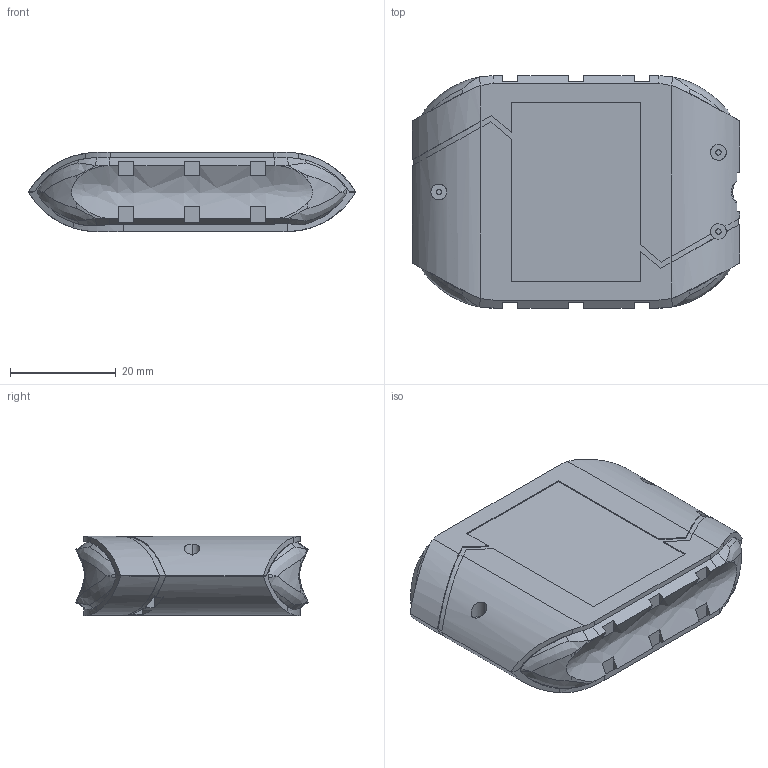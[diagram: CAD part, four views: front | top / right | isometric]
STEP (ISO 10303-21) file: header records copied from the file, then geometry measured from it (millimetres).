
FILE_DESCRIPTION (( 'STEP AP214' ), '1' );
FILE_NAME ('AK-H-80.STEP', '2022-03-23T12:33:33', ( '' ), ( '' ), 'SwSTEP 2.0', 'SolidWorks 2011', '' );
FILE_SCHEMA (( 'AUTOMOTIVE_DESIGN' ));
Length unit declared in the file: millimetre
Products named in the file (4): AK-H-80奻裔0323; AK-H-80腑紩0323; AK-H-80菁褲0323; AK-H-80
Assembly tree (3 placements, depth 2):
  AK-H-80
    AK-H-80奻裔0323
    AK-H-80菁褲0323
    AK-H-80腑紩0323
Bounding box: 62 x 44 x 15 mm (x, y, z)
Volume: 9953.4 mm3; surface area: 15350.7 mm2
Topology: 3 solids, 3 shells, 747 faces, 2102 edges, 1376 vertices
Faces by surface type: plane 565, cylinder 112, bspline 62, cone 8
Entity records: 35101 total; most frequent: CARTESIAN_POINT 10276, ORIENTED_EDGE 4196, DIRECTION 3276, EDGE_CURVE 2098, VECTOR 1512, LINE 1512, VERTEX_POINT 1376, AXIS2_PLACEMENT_3D 882
